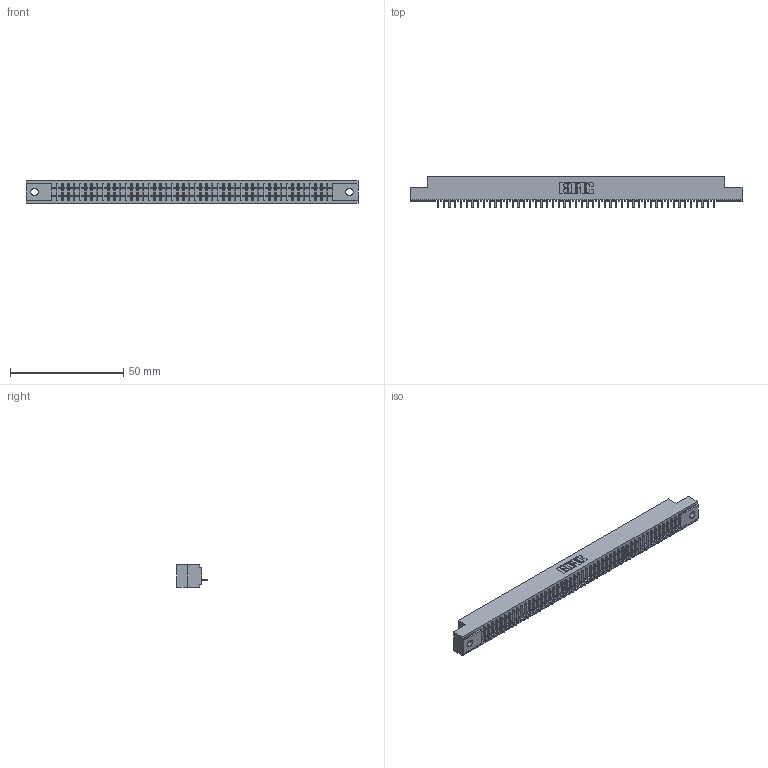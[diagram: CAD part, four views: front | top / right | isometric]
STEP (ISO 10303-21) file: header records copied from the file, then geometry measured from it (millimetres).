
FILE_DESCRIPTION (( 'STEP AP203' ), '1' );
FILE_NAME ('391-049-524-102.STEP', '2018-08-09T04:46:02', ( '' ), ( '' ), 'SwSTEP 2.0', 'SolidWorks 2016', '' );
FILE_SCHEMA (( 'CONFIG_CONTROL_DESIGN' ));
Length unit declared in the file: inch
Products named in the file (3): 341-292-001_341-292-124; 391-049-524-102; 341 Part_.128 (3.25) Dia Mounting Holes
Assembly tree (50 placements, depth 2):
  391-049-524-102
    341 Part_.128 (3.25) Dia Mounting Holes
    341-292-001_341-292-124  x49
Bounding box: 146.69 x 13.64 x 10.16 mm (x, y, z)
Volume: 10442.7 mm3; surface area: 15972.9 mm2
Topology: 50 solids, 50 shells, 4134 faces, 11929 edges, 7654 vertices
Faces by surface type: plane 2567, cylinder 1371, sphere 100, torus 96
Entity records: 56802 total; most frequent: CARTESIAN_POINT 9654, ORIENTED_EDGE 9642, DIRECTION 9313, EDGE_CURVE 4821, VECTOR 3903, LINE 3903, VERTEX_POINT 3046, AXIS2_PLACEMENT_3D 2705
